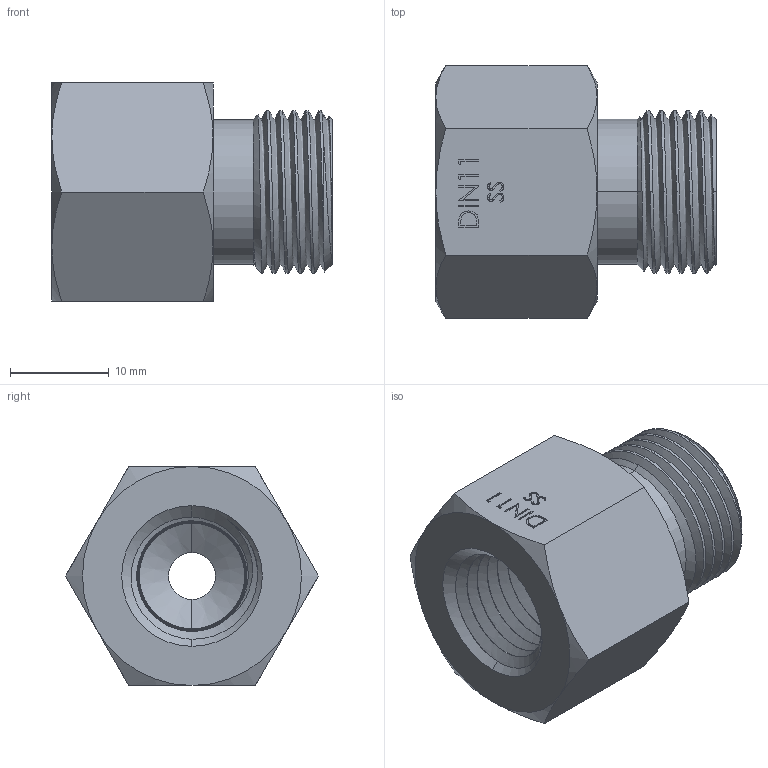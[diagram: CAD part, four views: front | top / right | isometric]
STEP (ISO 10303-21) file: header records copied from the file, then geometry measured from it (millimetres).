
FILE_DESCRIPTION (( 'STEP AP203' ), '1' );
FILE_NAME ('AD-DIN11MSS-4FNPT.STEP', '2025-08-19T12:05:32', ( '' ), ( '' ), 'SwSTEP 2.0', 'SolidWorks 2018', '' );
FILE_SCHEMA (( 'CONFIG_CONTROL_DESIGN' ));
Length unit declared in the file: inch
Products named in the file (1): AD-DIN11MSS-4FNPT
Bounding box: 28.45 x 25.66 x 22.23 mm (x, y, z)
Volume: 6904.6 mm3; surface area: 4026.8 mm2
Topology: 1 solids, 1 shells, 154 faces, 406 edges, 263 vertices
Faces by surface type: plane 54, bspline 41, cone 37, cylinder 22
Entity records: 14948 total; most frequent: CARTESIAN_POINT 11495, ORIENTED_EDGE 812, DIRECTION 498, EDGE_CURVE 406, VERTEX_POINT 263, LINE 198, VECTOR 198, B_SPLINE_CURVE_WITH_KNOTS 171
